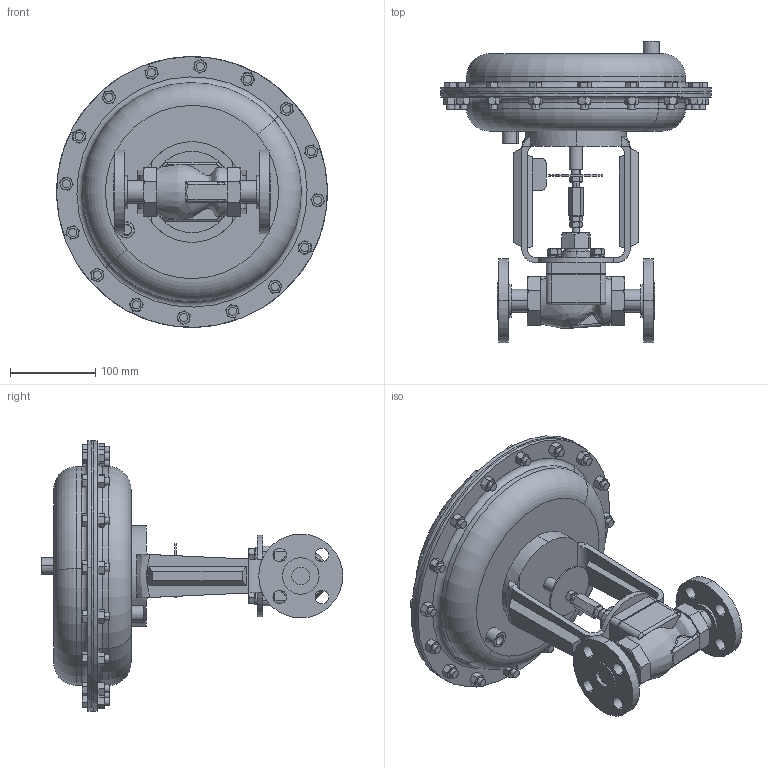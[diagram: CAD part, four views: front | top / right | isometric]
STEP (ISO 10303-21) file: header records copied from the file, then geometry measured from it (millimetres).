
FILE_DESCRIPTION (( 'STEP AP203' ), '1' );
FILE_NAME ('78-075-ALL-F5-55M.STEP', '2017-09-26T16:00:37', ( '' ), ( '' ), 'SwSTEP 2.0', 'SolidWorks 2014', '' );
FILE_SCHEMA (( 'CONFIG_CONTROL_DESIGN' ));
Length unit declared in the file: inch
Products named in the file (1): 78-075-ALL-F5-55M
Bounding box: 317.42 x 353.45 x 317.42 mm (x, y, z)
Volume: 5891428.6 mm3; surface area: 375271.5 mm2
Topology: 5 solids, 5 shells, 908 faces, 2123 edges, 1310 vertices
Faces by surface type: plane 425, cone 282, cylinder 159, bspline 26, torus 16
Entity records: 29870 total; most frequent: CARTESIAN_POINT 10137, ORIENTED_EDGE 4246, DIRECTION 3772, EDGE_CURVE 2123, AXIS2_PLACEMENT_3D 1455, VERTEX_POINT 1310, EDGE_LOOP 1015, ADVANCED_FACE 908
